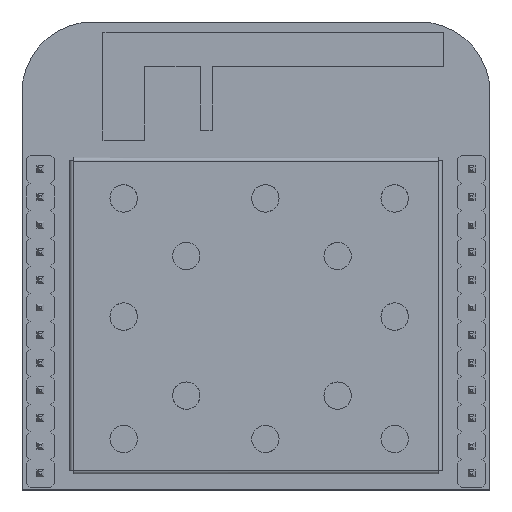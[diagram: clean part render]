
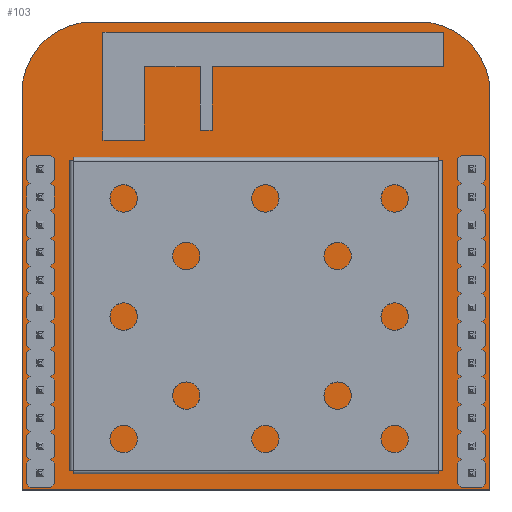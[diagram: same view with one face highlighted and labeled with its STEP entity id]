
A CAD part, top view. The second image highlights one B-rep face of the part: STEP entity #103.
In plain terms, the highlighted planar face has unit normal (0, 0, 1).
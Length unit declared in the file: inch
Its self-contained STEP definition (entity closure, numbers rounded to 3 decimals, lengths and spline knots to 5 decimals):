
#103 = ADVANCED_FACE ( 'NONE', ( #2712 ), #12339, .F. ) ;
#683 = DIRECTION ( 'NONE',  ( 1., 0., 0. ) ) ;
#1734 = VERTEX_POINT ( 'NONE', #9954 ) ;
#2493 = ORIENTED_EDGE ( 'NONE', *, *, #10187, .F. ) ;
#2712 = FACE_OUTER_BOUND ( 'NONE', #12781, .T. ) ;
#3077 = CARTESIAN_POINT ( 'NONE',  ( 0.2, 1.333, 0.062 ) ) ;
#3133 = VERTEX_POINT ( 'NONE', #9486 ) ;
#3574 = CIRCLE ( 'NONE', #10162, 0.2 ) ;
#4526 = LINE ( 'NONE', #11849, #9186 ) ;
#5012 = ORIENTED_EDGE ( 'NONE', *, *, #5319, .T. ) ;
#5168 = LINE ( 'NONE', #10709, #7350 ) ;
#5319 = EDGE_CURVE ( 'NONE', #8394, #1734, #5168, .T. ) ;
#5950 = AXIS2_PLACEMENT_3D ( 'NONE', #9071, #9067, #9056 ) ;
#6049 = DIRECTION ( 'NONE',  ( -1., 0., 0. ) ) ;
#6100 = AXIS2_PLACEMENT_3D ( 'NONE', #12737, #12746, #12264 ) ;
#6206 = VERTEX_POINT ( 'NONE', #8501 ) ;
#6346 = EDGE_CURVE ( 'NONE', #3133, #8394, #4526, .T. ) ;
#6786 = CARTESIAN_POINT ( 'NONE',  ( 1.133, 1.333, 0.062 ) ) ;
#6911 = DIRECTION ( 'NONE',  ( -1., 0., 0. ) ) ;
#6928 = DIRECTION ( 'NONE',  ( 0., 0., -1. ) ) ;
#6956 = CARTESIAN_POINT ( 'NONE',  ( 1.133, 1.133, 0.062 ) ) ;
#7173 = ORIENTED_EDGE ( 'NONE', *, *, #9892, .F. ) ;
#7350 = VECTOR ( 'NONE', #11423, 39.37008 ) ;
#8234 = EDGE_CURVE ( 'NONE', #6206, #11214, #8681, .T. ) ;
#8394 = VERTEX_POINT ( 'NONE', #11971 ) ;
#8501 = CARTESIAN_POINT ( 'NONE',  ( 1.133, 1.333, 0.062 ) ) ;
#8560 = VECTOR ( 'NONE', #6049, 39.37008 ) ;
#8681 = LINE ( 'NONE', #6786, #8560 ) ;
#9056 = DIRECTION ( 'NONE',  ( -1., 0., 0. ) ) ;
#9059 = ORIENTED_EDGE ( 'NONE', *, *, #8234, .T. ) ;
#9067 = DIRECTION ( 'NONE',  ( 0., 0., -1. ) ) ;
#9071 = CARTESIAN_POINT ( 'NONE',  ( 0.2, 1.133, 0.062 ) ) ;
#9186 = VECTOR ( 'NONE', #683, 39.37008 ) ;
#9486 = CARTESIAN_POINT ( 'NONE',  ( 0., 0., 0.062 ) ) ;
#9546 = EDGE_CURVE ( 'NONE', #12881, #3133, #10990, .T. ) ;
#9892 = EDGE_CURVE ( 'NONE', #12881, #11214, #11068, .T. ) ;
#9954 = CARTESIAN_POINT ( 'NONE',  ( 1.333, 1.133, 0.062 ) ) ;
#9996 = CARTESIAN_POINT ( 'NONE',  ( 0., 1.133, 0.062 ) ) ;
#10162 = AXIS2_PLACEMENT_3D ( 'NONE', #6956, #6928, #6911 ) ;
#10187 = EDGE_CURVE ( 'NONE', #6206, #1734, #3574, .T. ) ;
#10362 = ORIENTED_EDGE ( 'NONE', *, *, #6346, .T. ) ;
#10709 = CARTESIAN_POINT ( 'NONE',  ( 1.333, 0., 0.062 ) ) ;
#10984 = VECTOR ( 'NONE', #11367, 39.37008 ) ;
#10990 = LINE ( 'NONE', #11970, #10984 ) ;
#11068 = CIRCLE ( 'NONE', #5950, 0.2 ) ;
#11214 = VERTEX_POINT ( 'NONE', #3077 ) ;
#11367 = DIRECTION ( 'NONE',  ( 0., -1., 0. ) ) ;
#11423 = DIRECTION ( 'NONE',  ( 0., 1., 0. ) ) ;
#11849 = CARTESIAN_POINT ( 'NONE',  ( 0., 0., 0.062 ) ) ;
#11970 = CARTESIAN_POINT ( 'NONE',  ( 0., 1.133, 0.062 ) ) ;
#11971 = CARTESIAN_POINT ( 'NONE',  ( 1.333, 0., 0.062 ) ) ;
#12264 = DIRECTION ( 'NONE',  ( -1., 0., 0. ) ) ;
#12339 = PLANE ( 'NONE',  #6100 ) ;
#12737 = CARTESIAN_POINT ( 'NONE',  ( 0., 0., 0.062 ) ) ;
#12746 = DIRECTION ( 'NONE',  ( 0., 0., -1. ) ) ;
#12781 = EDGE_LOOP ( 'NONE', ( #5012, #2493, #9059, #7173, #13151, #10362 ) ) ;
#12881 = VERTEX_POINT ( 'NONE', #9996 ) ;
#13151 = ORIENTED_EDGE ( 'NONE', *, *, #9546, .T. ) ;
